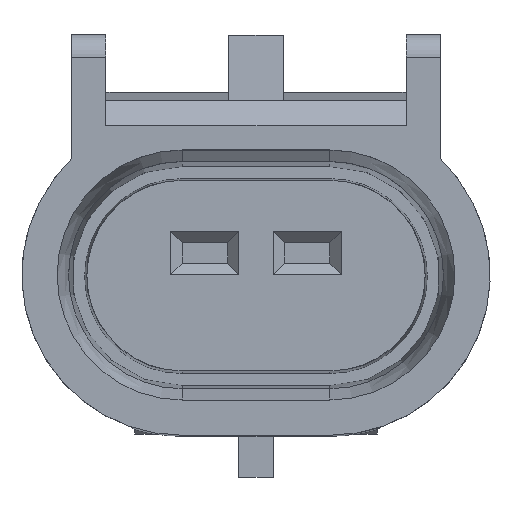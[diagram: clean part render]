
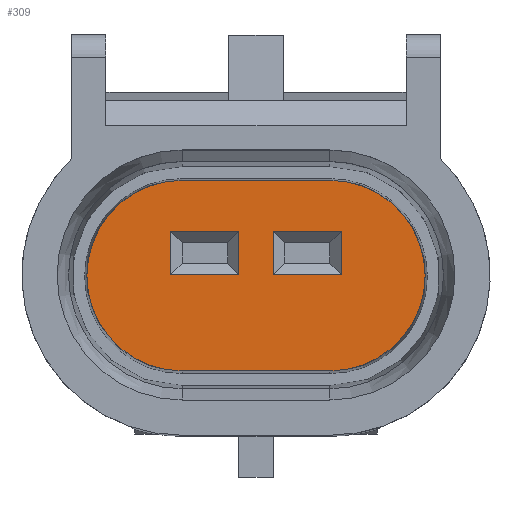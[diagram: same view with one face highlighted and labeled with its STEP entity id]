
A CAD part, top view. The second image highlights one B-rep face of the part: STEP entity #309.
In plain terms, the highlighted planar face has unit normal (0, 0, 1).
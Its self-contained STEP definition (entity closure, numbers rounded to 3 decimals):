
#123=FACE_BOUND('',#744,.T.);
#124=FACE_BOUND('',#745,.T.);
#125=FACE_BOUND('',#746,.T.);
#184=CIRCLE('',#3154,4.191);
#185=CIRCLE('',#3156,4.191);
#309=ADVANCED_FACE('',(#123,#124,#125),#434,.F.);
#434=PLANE('',#3158);
#744=EDGE_LOOP('',(#1429,#1430,#1431,#1432));
#745=EDGE_LOOP('',(#1433,#1434,#1435,#1436));
#746=EDGE_LOOP('',(#1437,#1438,#1439,#1440));
#1429=ORIENTED_EDGE('',*,*,#2246,.T.);
#1430=ORIENTED_EDGE('',*,*,#2247,.T.);
#1431=ORIENTED_EDGE('',*,*,#2248,.T.);
#1432=ORIENTED_EDGE('',*,*,#2249,.T.);
#1433=ORIENTED_EDGE('',*,*,#2250,.T.);
#1434=ORIENTED_EDGE('',*,*,#2251,.T.);
#1435=ORIENTED_EDGE('',*,*,#2252,.T.);
#1436=ORIENTED_EDGE('',*,*,#2253,.T.);
#1437=ORIENTED_EDGE('',*,*,#2244,.T.);
#1438=ORIENTED_EDGE('',*,*,#2239,.F.);
#1439=ORIENTED_EDGE('',*,*,#2245,.F.);
#1440=ORIENTED_EDGE('',*,*,#2242,.F.);
#1857=VERTEX_POINT('',#4812);
#1858=VERTEX_POINT('',#4814);
#1859=VERTEX_POINT('',#4818);
#1860=VERTEX_POINT('',#4820);
#1861=VERTEX_POINT('',#4828);
#1862=VERTEX_POINT('',#4829);
#1863=VERTEX_POINT('',#4831);
#1864=VERTEX_POINT('',#4833);
#1865=VERTEX_POINT('',#4836);
#1866=VERTEX_POINT('',#4837);
#1867=VERTEX_POINT('',#4839);
#1868=VERTEX_POINT('',#4841);
#2239=EDGE_CURVE('',#1857,#1858,#2569,.T.);
#2242=EDGE_CURVE('',#1859,#1860,#2572,.T.);
#2244=EDGE_CURVE('',#1859,#1858,#184,.T.);
#2245=EDGE_CURVE('',#1860,#1857,#185,.T.);
#2246=EDGE_CURVE('',#1861,#1862,#2574,.T.);
#2247=EDGE_CURVE('',#1862,#1863,#2575,.T.);
#2248=EDGE_CURVE('',#1863,#1864,#2576,.T.);
#2249=EDGE_CURVE('',#1864,#1861,#2577,.T.);
#2250=EDGE_CURVE('',#1865,#1866,#2578,.T.);
#2251=EDGE_CURVE('',#1866,#1867,#2579,.T.);
#2252=EDGE_CURVE('',#1867,#1868,#2580,.T.);
#2253=EDGE_CURVE('',#1868,#1865,#2581,.T.);
#2569=LINE('',#4813,#2887);
#2572=LINE('',#4819,#2890);
#2574=LINE('',#4827,#2892);
#2575=LINE('',#4830,#2893);
#2576=LINE('',#4832,#2894);
#2577=LINE('',#4834,#2895);
#2578=LINE('',#4835,#2896);
#2579=LINE('',#4838,#2897);
#2580=LINE('',#4840,#2898);
#2581=LINE('',#4842,#2899);
#2887=VECTOR('',#3796,1.);
#2890=VECTOR('',#3801,1.);
#2892=VECTOR('',#3813,1.);
#2893=VECTOR('',#3814,1.);
#2894=VECTOR('',#3815,1.);
#2895=VECTOR('',#3816,1.);
#2896=VECTOR('',#3817,1.);
#2897=VECTOR('',#3818,1.);
#2898=VECTOR('',#3819,1.);
#2899=VECTOR('',#3820,1.);
#3154=AXIS2_PLACEMENT_3D('',#4823,#3805,#3806);
#3156=AXIS2_PLACEMENT_3D('',#4825,#3809,#3810);
#3158=AXIS2_PLACEMENT_3D('',#4843,#3821,#3822);
#3796=DIRECTION('',(-1.,0.,0.));
#3801=DIRECTION('',(1.,0.,0.));
#3805=DIRECTION('',(0.,0.,1.));
#3806=DIRECTION('',(-1.,0.,0.));
#3809=DIRECTION('',(0.,0.,-1.));
#3810=DIRECTION('',(-1.,0.,0.));
#3813=DIRECTION('',(1.,0.,0.));
#3814=DIRECTION('',(0.,-1.,0.));
#3815=DIRECTION('',(-1.,0.,0.));
#3816=DIRECTION('',(0.,1.,0.));
#3817=DIRECTION('',(-1.,0.,0.));
#3818=DIRECTION('',(0.,1.,0.));
#3819=DIRECTION('',(1.,0.,0.));
#3820=DIRECTION('',(0.,-1.,0.));
#3821=DIRECTION('',(0.,0.,-1.));
#3822=DIRECTION('',(1.,0.,0.));
#4812=CARTESIAN_POINT('',(3.25,-4.191,-6.8));
#4813=CARTESIAN_POINT('',(-3.25,-4.191,-6.8));
#4814=CARTESIAN_POINT('',(-3.25,-4.191,-6.8));
#4818=CARTESIAN_POINT('',(-3.25,4.191,-6.8));
#4819=CARTESIAN_POINT('',(-3.25,4.191,-6.8));
#4820=CARTESIAN_POINT('',(3.25,4.191,-6.8));
#4823=CARTESIAN_POINT('',(-3.25,0.,-6.8));
#4825=CARTESIAN_POINT('',(3.25,0.,-6.8));
#4827=CARTESIAN_POINT('',(3.25,1.95,-6.8));
#4828=CARTESIAN_POINT('',(0.75,1.95,-6.8));
#4829=CARTESIAN_POINT('',(3.75,1.95,-6.8));
#4830=CARTESIAN_POINT('',(3.75,0.,-6.8));
#4831=CARTESIAN_POINT('',(3.75,0.05,-6.8));
#4832=CARTESIAN_POINT('',(-3.25,0.05,-6.8));
#4833=CARTESIAN_POINT('',(0.75,0.05,-6.8));
#4834=CARTESIAN_POINT('',(0.75,1.45,-6.8));
#4835=CARTESIAN_POINT('',(-3.25,0.05,-6.8));
#4836=CARTESIAN_POINT('',(-0.75,0.05,-6.8));
#4837=CARTESIAN_POINT('',(-3.75,0.05,-6.8));
#4838=CARTESIAN_POINT('',(-3.75,0.,-6.8));
#4839=CARTESIAN_POINT('',(-3.75,1.95,-6.8));
#4840=CARTESIAN_POINT('',(-1.25,1.95,-6.8));
#4841=CARTESIAN_POINT('',(-0.75,1.95,-6.8));
#4842=CARTESIAN_POINT('',(-0.75,0.,-6.8));
#4843=CARTESIAN_POINT('',(-3.25,0.,-6.8));
